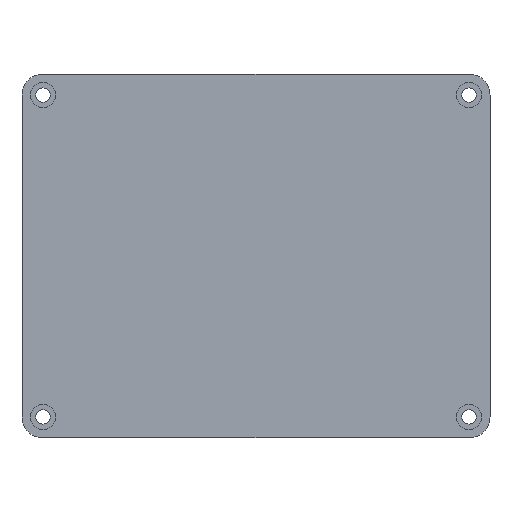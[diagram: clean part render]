
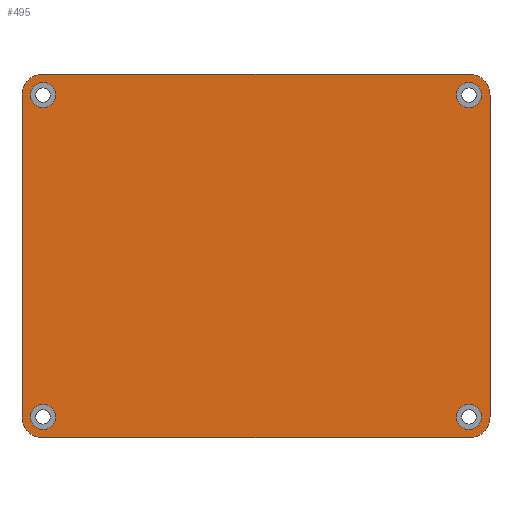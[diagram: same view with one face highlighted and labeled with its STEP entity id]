
A CAD part, front view. The second image highlights one B-rep face of the part: STEP entity #495.
In plain terms, the highlighted planar face has unit normal (0, -1, 0).
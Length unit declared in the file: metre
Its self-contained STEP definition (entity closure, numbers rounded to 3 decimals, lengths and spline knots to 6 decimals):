
#36=LINE('',#811,#76);
#37=LINE('',#815,#77);
#38=LINE('',#819,#78);
#39=LINE('',#823,#79);
#76=VECTOR('',#659,1.);
#77=VECTOR('',#662,1.);
#78=VECTOR('',#665,1.);
#79=VECTOR('',#668,1.);
#140=ORIENTED_EDGE('',*,*,#260,.F.);
#141=ORIENTED_EDGE('',*,*,#261,.F.);
#142=ORIENTED_EDGE('',*,*,#262,.F.);
#143=ORIENTED_EDGE('',*,*,#263,.F.);
#144=ORIENTED_EDGE('',*,*,#264,.F.);
#145=ORIENTED_EDGE('',*,*,#265,.T.);
#146=ORIENTED_EDGE('',*,*,#266,.F.);
#147=ORIENTED_EDGE('',*,*,#267,.T.);
#148=ORIENTED_EDGE('',*,*,#268,.F.);
#149=ORIENTED_EDGE('',*,*,#269,.T.);
#150=ORIENTED_EDGE('',*,*,#270,.F.);
#151=ORIENTED_EDGE('',*,*,#271,.T.);
#260=EDGE_CURVE('',#324,#324,#360,.T.);
#261=EDGE_CURVE('',#325,#325,#361,.T.);
#262=EDGE_CURVE('',#326,#326,#362,.T.);
#263=EDGE_CURVE('',#327,#327,#363,.T.);
#264=EDGE_CURVE('',#328,#329,#364,.T.);
#265=EDGE_CURVE('',#328,#330,#36,.T.);
#266=EDGE_CURVE('',#331,#330,#365,.T.);
#267=EDGE_CURVE('',#331,#332,#37,.T.);
#268=EDGE_CURVE('',#333,#332,#366,.T.);
#269=EDGE_CURVE('',#333,#334,#38,.T.);
#270=EDGE_CURVE('',#335,#334,#367,.T.);
#271=EDGE_CURVE('',#335,#329,#39,.T.);
#324=VERTEX_POINT('',#801);
#325=VERTEX_POINT('',#803);
#326=VERTEX_POINT('',#805);
#327=VERTEX_POINT('',#807);
#328=VERTEX_POINT('',#809);
#329=VERTEX_POINT('',#810);
#330=VERTEX_POINT('',#812);
#331=VERTEX_POINT('',#814);
#332=VERTEX_POINT('',#816);
#333=VERTEX_POINT('',#818);
#334=VERTEX_POINT('',#820);
#335=VERTEX_POINT('',#822);
#360=CIRCLE('',#555,0.003);
#361=CIRCLE('',#556,0.003);
#362=CIRCLE('',#557,0.003);
#363=CIRCLE('',#558,0.003);
#364=CIRCLE('',#559,0.005);
#365=CIRCLE('',#560,0.005);
#366=CIRCLE('',#561,0.005);
#367=CIRCLE('',#562,0.005);
#389=EDGE_LOOP('',(#140));
#390=EDGE_LOOP('',(#141));
#391=EDGE_LOOP('',(#142));
#392=EDGE_LOOP('',(#143));
#393=EDGE_LOOP('',(#144,#145,#146,#147,#148,#149,#150,#151));
#439=FACE_BOUND('',#389,.T.);
#440=FACE_BOUND('',#390,.T.);
#441=FACE_BOUND('',#391,.T.);
#442=FACE_BOUND('',#392,.T.);
#443=FACE_BOUND('',#393,.T.);
#473=PLANE('',#554);
#495=ADVANCED_FACE('',(#439,#440,#441,#442,#443),#473,.F.);
#554=AXIS2_PLACEMENT_3D('',#799,#647,#648);
#555=AXIS2_PLACEMENT_3D('',#800,#649,#650);
#556=AXIS2_PLACEMENT_3D('',#802,#651,#652);
#557=AXIS2_PLACEMENT_3D('',#804,#653,#654);
#558=AXIS2_PLACEMENT_3D('',#806,#655,#656);
#559=AXIS2_PLACEMENT_3D('',#808,#657,#658);
#560=AXIS2_PLACEMENT_3D('',#813,#660,#661);
#561=AXIS2_PLACEMENT_3D('',#817,#663,#664);
#562=AXIS2_PLACEMENT_3D('',#821,#666,#667);
#647=DIRECTION('',(0.,1.,0.));
#648=DIRECTION('',(1.,0.,0.));
#649=DIRECTION('',(0.,-1.,0.));
#650=DIRECTION('',(1.,0.,0.));
#651=DIRECTION('',(0.,-1.,0.));
#652=DIRECTION('',(1.,0.,0.));
#653=DIRECTION('',(0.,-1.,0.));
#654=DIRECTION('',(1.,0.,0.));
#655=DIRECTION('',(0.,-1.,0.));
#656=DIRECTION('',(1.,0.,0.));
#657=DIRECTION('',(0.,1.,0.));
#658=DIRECTION('',(-0.707,0.,-0.707));
#659=DIRECTION('',(1.,0.,0.));
#660=DIRECTION('',(0.,1.,0.));
#661=DIRECTION('',(0.707,0.,-0.707));
#662=DIRECTION('',(0.,0.,1.));
#663=DIRECTION('',(0.,1.,0.));
#664=DIRECTION('',(0.707,0.,0.707));
#665=DIRECTION('',(-1.,0.,0.));
#666=DIRECTION('',(0.,1.,0.));
#667=DIRECTION('',(-0.707,0.,0.707));
#668=DIRECTION('',(0.,0.,-1.));
#799=CARTESIAN_POINT('',(-0.045744,0.,-0.033338));
#800=CARTESIAN_POINT('',(0.005,0.,-0.071675));
#801=CARTESIAN_POINT('',(0.008,0.,-0.071675));
#802=CARTESIAN_POINT('',(-0.096488,0.,0.005));
#803=CARTESIAN_POINT('',(-0.093488,0.,0.005));
#804=CARTESIAN_POINT('',(-0.096488,0.,-0.071675));
#805=CARTESIAN_POINT('',(-0.093488,0.,-0.071675));
#806=CARTESIAN_POINT('',(0.005,0.,0.005));
#807=CARTESIAN_POINT('',(0.008,0.,0.005));
#808=CARTESIAN_POINT('',(-0.096488,0.,-0.071675));
#809=CARTESIAN_POINT('',(-0.096488,0.,-0.076675));
#810=CARTESIAN_POINT('',(-0.101488,0.,-0.071675));
#811=CARTESIAN_POINT('',(-0.101488,0.,-0.076675));
#812=CARTESIAN_POINT('',(0.005,0.,-0.076675));
#813=CARTESIAN_POINT('',(0.005,0.,-0.071675));
#814=CARTESIAN_POINT('',(0.01,0.,-0.071675));
#815=CARTESIAN_POINT('',(0.01,0.,-0.076675));
#816=CARTESIAN_POINT('',(0.01,0.,0.005));
#817=CARTESIAN_POINT('',(0.005,0.,0.005));
#818=CARTESIAN_POINT('',(0.005,0.,0.01));
#819=CARTESIAN_POINT('',(0.01,0.,0.01));
#820=CARTESIAN_POINT('',(-0.096488,0.,0.01));
#821=CARTESIAN_POINT('',(-0.096488,0.,0.005));
#822=CARTESIAN_POINT('',(-0.101488,0.,0.005));
#823=CARTESIAN_POINT('',(-0.101488,0.,0.01));
